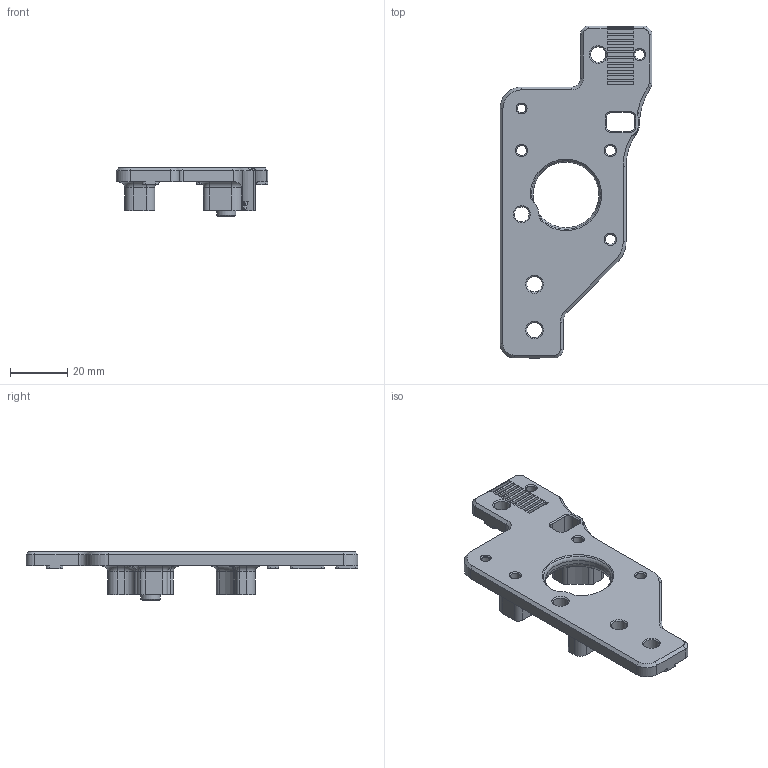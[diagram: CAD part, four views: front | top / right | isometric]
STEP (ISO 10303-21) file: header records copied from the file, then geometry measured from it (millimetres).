
FILE_DESCRIPTION(/* description */ (''),/* implementation_level */ '2;1');
FILE_NAME(/* name */ 'AB_DRIVE_B_SIDE_BOT_FIXED_BUMP_01_26_21.step',/* time_stamp */ '2021-01-26T14:09:49-06:00',/* author */ (''),/* organization */ (''),/* preprocessor_version */ 'ST-DEVELOPER v18.1',/* originating_system */ 'Autodesk Translation Framework v9.7.0.1280',/* authorisation */ '');
FILE_SCHEMA (('AUTOMOTIVE_DESIGN { 1 0 10303 214 3 1 1 }'));
Length unit declared in the file: millimetre
Products named in the file (1): AB_DRIVE_B_SIDE_BOT_FIXED
Bounding box: 53.03 x 116 x 17 mm (x, y, z)
Volume: 22941.4 mm3; surface area: 12362.9 mm2
Topology: 1 solids, 1 shells, 304 faces, 783 edges, 493 vertices
Faces by surface type: plane 140, cylinder 95, cone 28, torus 26, bspline 15
Full cylindrical faces by diameter (mm): 3 x1, 3.4 x1, 3.5 x3, 5.2 x2, 5.4 x3, 6.7 x1
Entity records: 10433 total; most frequent: CARTESIAN_POINT 2529, DIRECTION 1613, ORIENTED_EDGE 1566, EDGE_CURVE 783, AXIS2_PLACEMENT_3D 579, VERTEX_POINT 493, LINE 455, VECTOR 455
